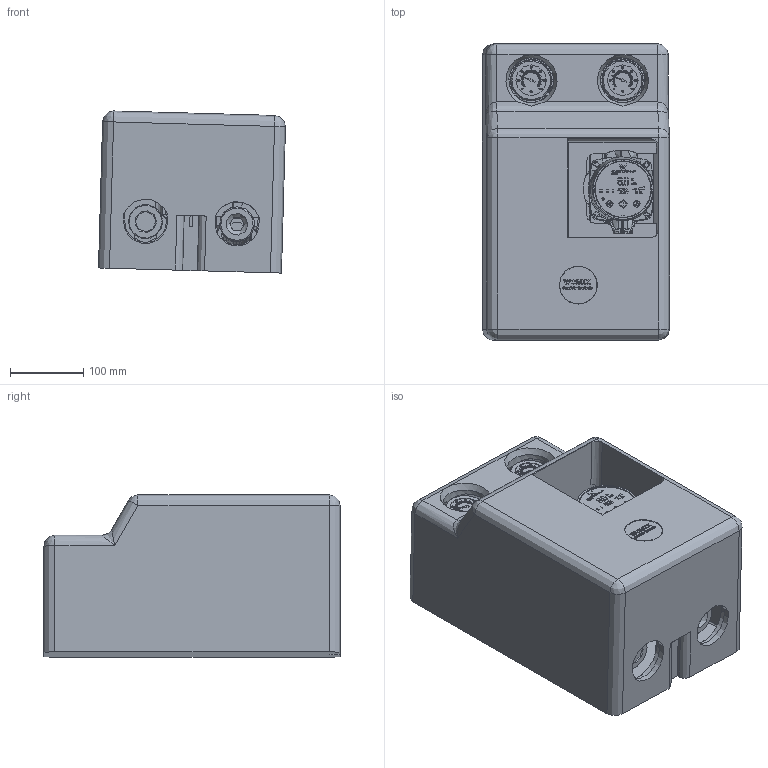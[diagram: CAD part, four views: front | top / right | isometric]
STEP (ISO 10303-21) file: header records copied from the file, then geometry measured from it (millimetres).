
FILE_DESCRIPTION(/* description */ (''),/* implementation_level */ '2;1');
FILE_NAME(/* name */ 'SA125-DN25_Grundfos.stp',/* time_stamp */ '2015-11-26T21:35:17+01:00',/* author */ ('ARTUR'),/* organization */ (''),/* preprocessor_version */ 'ST-DEVELOPER v15.6',/* originating_system */ 'Autodesk Inventor 2015',/* authorisation */ '');
FILE_SCHEMA (('CONFIG_CONTROL_DESIGN'));
Products named in the file (1): SA125-DN25_Grundfos
Bounding box: 255.49 x 405 x 221.48 mm (x, y, z)
Volume: 10565723.3 mm3; surface area: 1133468.3 mm2
Topology: 1 solids, 1 shells, 4008 faces, 11118 edges, 7235 vertices
Faces by surface type: plane 2418, cylinder 743, bspline 648, cone 98, sphere 53, torus 48
Full cylindrical faces by diameter (mm): 6.647 x1, 8.5 x4, 13 x2, 13.654 x2, 15 x1, 20 x1, 24.624 x1, 25 x3, 30 x2, 33 x3, 33.8 x1, 35 x2, 37.8 x1, 38 x1, 42 x2, 47 x2, 47.7 x1, 47.8 x2, 52 x3, 56 x2, 62 x2
Entity records: 153557 total; most frequent: CARTESIAN_POINT 52916, ORIENTED_EDGE 21854, DIRECTION 17941, EDGE_CURVE 10927, LINE 7457, VECTOR 7457, VERTEX_POINT 7195, AXIS2_PLACEMENT_3D 5242
